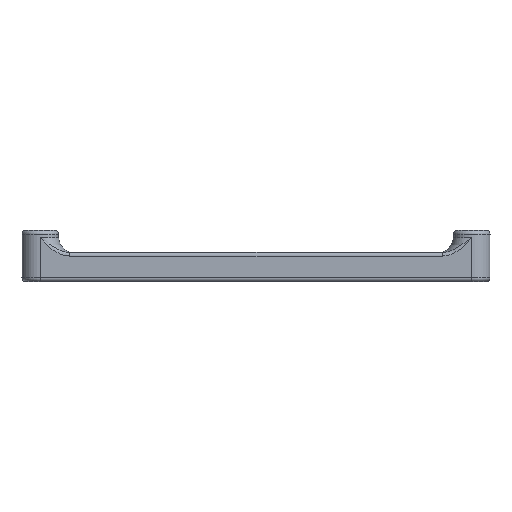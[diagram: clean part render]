
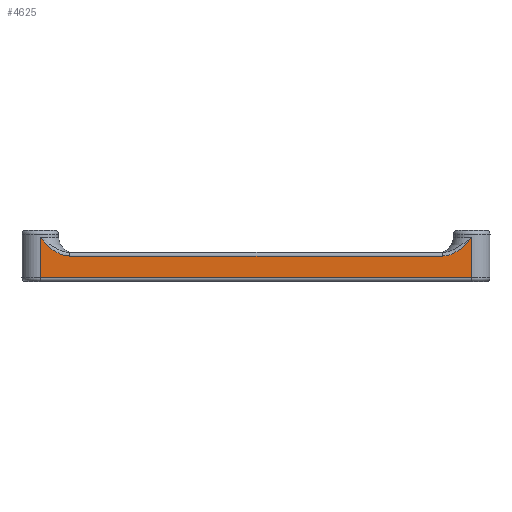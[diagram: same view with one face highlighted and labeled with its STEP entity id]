
A CAD part, left-side view. The second image highlights one B-rep face of the part: STEP entity #4625.
In plain terms, the highlighted planar face has unit normal (-1, 0, 0).
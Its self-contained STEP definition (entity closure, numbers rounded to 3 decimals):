
#386=PLANE('',#4934);
#599=FACE_OUTER_BOUND('',#891,.T.);
#891=EDGE_LOOP('',(#4072,#4073,#4074,#4075,#4076,#4077));
#1271=LINE('',#8543,#1623);
#1274=LINE('',#8572,#1626);
#1276=LINE('',#8629,#1628);
#1277=LINE('',#8715,#1629);
#1623=VECTOR('',#5796,10.);
#1626=VECTOR('',#5831,10.);
#1628=VECTOR('',#5841,10.);
#1629=VECTOR('',#5844,10.);
#1813=B_SPLINE_CURVE_WITH_KNOTS('',3,(#8618,#8619,#8620,#8621,#8622,#8623,
#8624,#8625),.UNSPECIFIED.,.F.,.F.,(4,2,1,1,4),(-0.001,0.,
0.195,0.292,0.487),.UNSPECIFIED.);
#1814=B_SPLINE_CURVE_WITH_KNOTS('',3,(#8690,#8691,#8692,#8693,#8694,#8695,
#8696,#8697,#8698,#8699,#8700,#8701),.UNSPECIFIED.,.F.,.F.,(4,1,1,1,1,1,
1,2,4),(0.,0.097,0.195,0.292,
0.341,0.39,0.439,0.487,
0.488),.UNSPECIFIED.);
#2206=VERTEX_POINT('',#8540);
#2207=VERTEX_POINT('',#8542);
#2216=VERTEX_POINT('',#8569);
#2217=VERTEX_POINT('',#8571);
#2219=VERTEX_POINT('',#8608);
#2220=VERTEX_POINT('',#8627);
#2825=EDGE_CURVE('',#2206,#2207,#1271,.T.);
#2839=EDGE_CURVE('',#2217,#2216,#1274,.T.);
#2844=EDGE_CURVE('',#2207,#2219,#1813,.T.);
#2846=EDGE_CURVE('',#2219,#2220,#1276,.T.);
#2847=EDGE_CURVE('',#2220,#2216,#1814,.T.);
#2849=EDGE_CURVE('',#2217,#2206,#1277,.T.);
#4072=ORIENTED_EDGE('',*,*,#2847,.F.);
#4073=ORIENTED_EDGE('',*,*,#2846,.F.);
#4074=ORIENTED_EDGE('',*,*,#2844,.F.);
#4075=ORIENTED_EDGE('',*,*,#2825,.F.);
#4076=ORIENTED_EDGE('',*,*,#2849,.F.);
#4077=ORIENTED_EDGE('',*,*,#2839,.T.);
#4625=ADVANCED_FACE('',(#599),#386,.T.);
#4934=AXIS2_PLACEMENT_3D('',#8714,#5842,#5843);
#5796=DIRECTION('',(0.,0.,1.));
#5831=DIRECTION('',(0.,0.,1.));
#5841=DIRECTION('',(0.,-1.,0.));
#5842=DIRECTION('center_axis',(-1.,0.,0.));
#5843=DIRECTION('ref_axis',(0.,-1.,0.));
#5844=DIRECTION('',(0.,1.,0.));
#8540=CARTESIAN_POINT('',(47.5,50.,33.858));
#8542=CARTESIAN_POINT('',(47.5,50.,39.358));
#8543=CARTESIAN_POINT('',(47.5,50.,33.358));
#8569=CARTESIAN_POINT('',(47.5,-9.,39.358));
#8571=CARTESIAN_POINT('',(47.5,-9.,33.858));
#8572=CARTESIAN_POINT('',(47.5,-9.,33.358));
#8608=CARTESIAN_POINT('',(47.5,45.969,36.858));
#8618=CARTESIAN_POINT('Ctrl Pts',(47.5,50.,39.358));
#8619=CARTESIAN_POINT('Ctrl Pts',(47.5,49.998,39.356));
#8620=CARTESIAN_POINT('Ctrl Pts',(47.5,49.996,39.354));
#8621=CARTESIAN_POINT('Ctrl Pts',(47.5,49.561,38.868));
#8622=CARTESIAN_POINT('Ctrl Pts',(47.5,48.901,38.139));
#8623=CARTESIAN_POINT('Ctrl Pts',(47.5,47.582,37.173));
#8624=CARTESIAN_POINT('Ctrl Pts',(47.5,46.619,36.858));
#8625=CARTESIAN_POINT('Ctrl Pts',(47.5,45.969,36.858));
#8627=CARTESIAN_POINT('',(47.5,-4.969,36.858));
#8629=CARTESIAN_POINT('',(47.5,35.25,36.858));
#8690=CARTESIAN_POINT('Ctrl Pts',(47.5,-4.969,36.858));
#8691=CARTESIAN_POINT('Ctrl Pts',(47.5,-5.294,36.858));
#8692=CARTESIAN_POINT('Ctrl Pts',(47.5,-5.95,36.962));
#8693=CARTESIAN_POINT('Ctrl Pts',(47.5,-6.845,37.366));
#8694=CARTESIAN_POINT('Ctrl Pts',(47.5,-7.511,37.849));
#8695=CARTESIAN_POINT('Ctrl Pts',(47.5,-7.992,38.284));
#8696=CARTESIAN_POINT('Ctrl Pts',(47.5,-8.337,38.63));
#8697=CARTESIAN_POINT('Ctrl Pts',(47.5,-8.669,38.988));
#8698=CARTESIAN_POINT('Ctrl Pts',(47.5,-8.886,39.231));
#8699=CARTESIAN_POINT('Ctrl Pts',(47.5,-8.996,39.354));
#8700=CARTESIAN_POINT('Ctrl Pts',(47.5,-8.998,39.356));
#8701=CARTESIAN_POINT('Ctrl Pts',(47.5,-9.,39.358));
#8714=CARTESIAN_POINT('Origin',(47.5,50.,33.358));
#8715=CARTESIAN_POINT('',(47.5,35.25,33.858));
